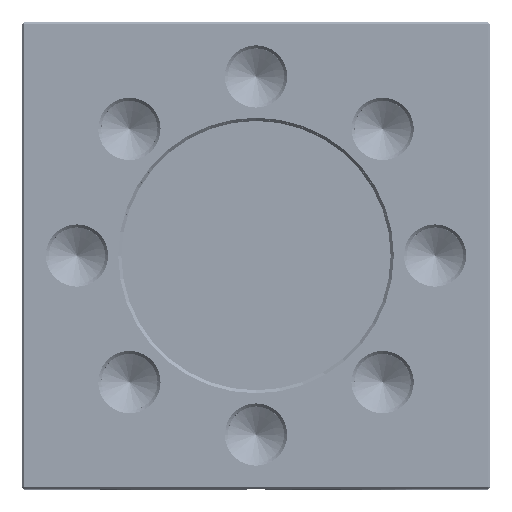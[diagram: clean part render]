
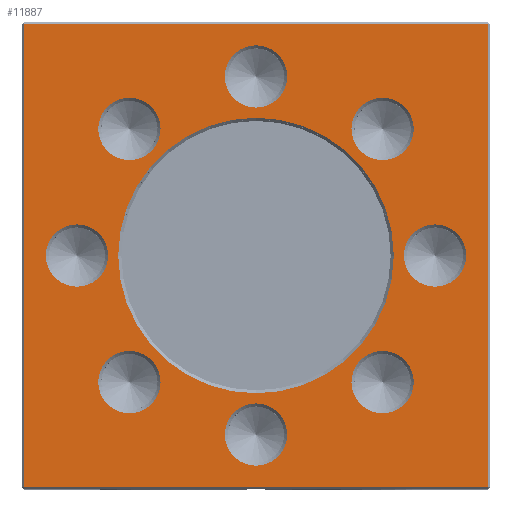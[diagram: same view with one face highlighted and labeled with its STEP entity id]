
A CAD part, top view. The second image highlights one B-rep face of the part: STEP entity #11887.
In plain terms, the highlighted planar face has unit normal (0, 0, 1).
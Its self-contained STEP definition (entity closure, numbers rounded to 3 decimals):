
#75=FACE_BOUND('',#1393,.T.);
#76=FACE_BOUND('',#1394,.T.);
#77=FACE_BOUND('',#1395,.T.);
#78=FACE_BOUND('',#1396,.T.);
#79=FACE_BOUND('',#1397,.T.);
#80=FACE_BOUND('',#1398,.T.);
#81=FACE_BOUND('',#1399,.T.);
#82=FACE_BOUND('',#1400,.T.);
#83=FACE_BOUND('',#1401,.T.);
#111=PLANE('',#12653);
#724=FACE_OUTER_BOUND('',#1392,.T.);
#1392=EDGE_LOOP('',(#10159,#10160,#10161,#10162));
#1393=EDGE_LOOP('',(#10163));
#1394=EDGE_LOOP('',(#10164));
#1395=EDGE_LOOP('',(#10165));
#1396=EDGE_LOOP('',(#10166));
#1397=EDGE_LOOP('',(#10167));
#1398=EDGE_LOOP('',(#10168));
#1399=EDGE_LOOP('',(#10169));
#1400=EDGE_LOOP('',(#10170));
#1401=EDGE_LOOP('',(#10171));
#1630=CIRCLE('',#12618,4.);
#1631=CIRCLE('',#12622,4.);
#1632=CIRCLE('',#12626,4.);
#1633=CIRCLE('',#12630,4.);
#1634=CIRCLE('',#12634,4.);
#1635=CIRCLE('',#12638,4.);
#1636=CIRCLE('',#12642,4.);
#1637=CIRCLE('',#12646,4.);
#1638=CIRCLE('',#12649,17.7);
#3236=LINE('',#48266,#3864);
#3237=LINE('',#48268,#3865);
#3238=LINE('',#48270,#3866);
#3239=LINE('',#48271,#3867);
#3864=VECTOR('',#14498,10.);
#3865=VECTOR('',#14499,10.);
#3866=VECTOR('',#14500,10.);
#3867=VECTOR('',#14501,10.);
#5033=VERTEX_POINT('',#48193);
#5035=VERTEX_POINT('',#48201);
#5037=VERTEX_POINT('',#48209);
#5039=VERTEX_POINT('',#48217);
#5041=VERTEX_POINT('',#48225);
#5043=VERTEX_POINT('',#48233);
#5045=VERTEX_POINT('',#48241);
#5047=VERTEX_POINT('',#48249);
#5048=VERTEX_POINT('',#48254);
#5051=VERTEX_POINT('',#48264);
#5052=VERTEX_POINT('',#48265);
#5053=VERTEX_POINT('',#48267);
#5054=VERTEX_POINT('',#48269);
#6758=EDGE_CURVE('',#5033,#5033,#1630,.T.);
#6761=EDGE_CURVE('',#5035,#5035,#1631,.T.);
#6764=EDGE_CURVE('',#5037,#5037,#1632,.T.);
#6767=EDGE_CURVE('',#5039,#5039,#1633,.T.);
#6770=EDGE_CURVE('',#5041,#5041,#1634,.T.);
#6773=EDGE_CURVE('',#5043,#5043,#1635,.T.);
#6776=EDGE_CURVE('',#5045,#5045,#1636,.T.);
#6779=EDGE_CURVE('',#5047,#5047,#1637,.T.);
#6781=EDGE_CURVE('',#5048,#5048,#1638,.T.);
#6786=EDGE_CURVE('',#5051,#5052,#3236,.T.);
#6787=EDGE_CURVE('',#5053,#5051,#3237,.T.);
#6788=EDGE_CURVE('',#5054,#5053,#3238,.T.);
#6789=EDGE_CURVE('',#5052,#5054,#3239,.T.);
#10159=ORIENTED_EDGE('',*,*,#6786,.F.);
#10160=ORIENTED_EDGE('',*,*,#6787,.F.);
#10161=ORIENTED_EDGE('',*,*,#6788,.F.);
#10162=ORIENTED_EDGE('',*,*,#6789,.F.);
#10163=ORIENTED_EDGE('',*,*,#6758,.T.);
#10164=ORIENTED_EDGE('',*,*,#6761,.T.);
#10165=ORIENTED_EDGE('',*,*,#6764,.T.);
#10166=ORIENTED_EDGE('',*,*,#6767,.T.);
#10167=ORIENTED_EDGE('',*,*,#6770,.T.);
#10168=ORIENTED_EDGE('',*,*,#6773,.T.);
#10169=ORIENTED_EDGE('',*,*,#6776,.T.);
#10170=ORIENTED_EDGE('',*,*,#6779,.T.);
#10171=ORIENTED_EDGE('',*,*,#6781,.F.);
#11887=ADVANCED_FACE('',(#724,#75,#76,#77,#78,#79,#80,#81,#82,#83),#111,
 .T.);
#12618=AXIS2_PLACEMENT_3D('',#48194,#14409,#14410);
#12622=AXIS2_PLACEMENT_3D('',#48202,#14419,#14420);
#12626=AXIS2_PLACEMENT_3D('',#48210,#14429,#14430);
#12630=AXIS2_PLACEMENT_3D('',#48218,#14439,#14440);
#12634=AXIS2_PLACEMENT_3D('',#48226,#14449,#14450);
#12638=AXIS2_PLACEMENT_3D('',#48234,#14459,#14460);
#12642=AXIS2_PLACEMENT_3D('',#48242,#14469,#14470);
#12646=AXIS2_PLACEMENT_3D('',#48250,#14479,#14480);
#12649=AXIS2_PLACEMENT_3D('',#48255,#14486,#14487);
#12653=AXIS2_PLACEMENT_3D('',#48263,#14496,#14497);
#14409=DIRECTION('center_axis',(0.,0.,-1.));
#14410=DIRECTION('ref_axis',(1.,0.,0.));
#14419=DIRECTION('center_axis',(0.,0.,-1.));
#14420=DIRECTION('ref_axis',(1.,0.,0.));
#14429=DIRECTION('center_axis',(0.,0.,-1.));
#14430=DIRECTION('ref_axis',(1.,0.,0.));
#14439=DIRECTION('center_axis',(0.,0.,-1.));
#14440=DIRECTION('ref_axis',(1.,0.,0.));
#14449=DIRECTION('center_axis',(0.,0.,-1.));
#14450=DIRECTION('ref_axis',(1.,0.,0.));
#14459=DIRECTION('center_axis',(0.,0.,-1.));
#14460=DIRECTION('ref_axis',(1.,0.,0.));
#14469=DIRECTION('center_axis',(0.,0.,-1.));
#14470=DIRECTION('ref_axis',(1.,0.,0.));
#14479=DIRECTION('center_axis',(0.,0.,-1.));
#14480=DIRECTION('ref_axis',(1.,0.,0.));
#14486=DIRECTION('center_axis',(0.,0.,1.));
#14487=DIRECTION('ref_axis',(1.,0.,0.));
#14496=DIRECTION('center_axis',(0.,0.,1.));
#14497=DIRECTION('ref_axis',(1.,0.,0.));
#14498=DIRECTION('',(0.,-1.,0.));
#14499=DIRECTION('',(1.,0.,0.));
#14500=DIRECTION('',(0.,1.,0.));
#14501=DIRECTION('',(-1.,0.,0.));
#48193=CARTESIAN_POINT('',(49.,30.,70.));
#48194=CARTESIAN_POINT('Origin',(53.,30.,70.));
#48201=CARTESIAN_POINT('',(26.,7.,70.));
#48202=CARTESIAN_POINT('Origin',(30.,7.,70.));
#48209=CARTESIAN_POINT('',(3.,30.,70.));
#48210=CARTESIAN_POINT('Origin',(7.,30.,70.));
#48217=CARTESIAN_POINT('',(26.,53.,70.));
#48218=CARTESIAN_POINT('Origin',(30.,53.,70.));
#48225=CARTESIAN_POINT('',(9.737,46.263,70.));
#48226=CARTESIAN_POINT('Origin',(13.737,46.263,70.));
#48233=CARTESIAN_POINT('',(9.737,13.737,70.));
#48234=CARTESIAN_POINT('Origin',(13.737,13.737,70.));
#48241=CARTESIAN_POINT('',(42.263,13.737,70.));
#48242=CARTESIAN_POINT('Origin',(46.263,13.737,70.));
#48249=CARTESIAN_POINT('',(42.263,46.263,70.));
#48250=CARTESIAN_POINT('Origin',(46.263,46.263,70.));
#48254=CARTESIAN_POINT('',(12.3,30.,70.));
#48255=CARTESIAN_POINT('Origin',(30.,30.,70.));
#48263=CARTESIAN_POINT('Origin',(30.,30.,70.));
#48264=CARTESIAN_POINT('',(59.8,59.8,70.));
#48265=CARTESIAN_POINT('',(59.8,0.2,70.));
#48266=CARTESIAN_POINT('',(59.8,15.,70.));
#48267=CARTESIAN_POINT('',(0.2,59.8,70.));
#48268=CARTESIAN_POINT('',(45.,59.8,70.));
#48269=CARTESIAN_POINT('',(0.2,0.2,70.));
#48270=CARTESIAN_POINT('',(0.2,45.,70.));
#48271=CARTESIAN_POINT('',(15.,0.2,70.));
